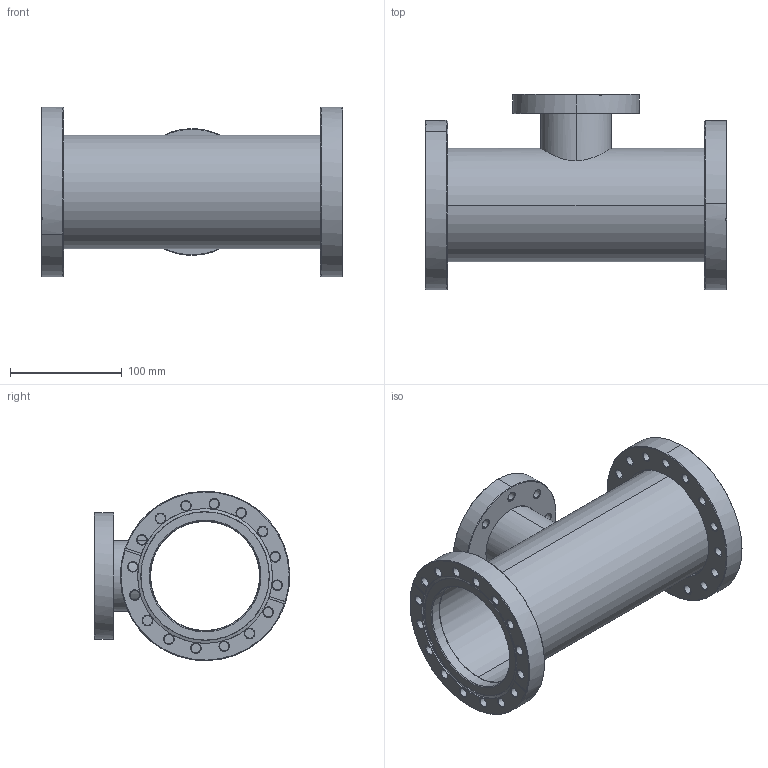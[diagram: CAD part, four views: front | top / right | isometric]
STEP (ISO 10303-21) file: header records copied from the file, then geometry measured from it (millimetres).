
FILE_DESCRIPTION (( 'STEP AP214' ), '1' );
FILE_NAME ('Hositrad_FTR100-63R.STEP', '2017-05-22T10:24:22', ( 'Gebruiker' ), ( '' ), 'SwSTEP 2.0', 'SolidWorks 2017', '' );
FILE_SCHEMA (( 'AUTOMOTIVE_DESIGN' ));
Length unit declared in the file: millimetre
Products named in the file (7): NW100CF-weld_CF100-102; NW100CF-R-Weld; NW100CF-R-InnerWeld_CF100-102; NW100CF-R-Outerring_CF100-102; NW63CF-weld_Tube63.5; Reducer-T-all_100-63; Hositrad_FTR100-63R
Assembly tree (6 placements, depth 3):
  Hositrad_FTR100-63R
    Reducer-T-all_100-63
    NW63CF-weld_Tube63.5
    NW100CF-R-Weld
      NW100CF-R-Outerring_CF100-102
      NW100CF-R-InnerWeld_CF100-102
    NW100CF-weld_CF100-102
Bounding box: 269.8 x 175 x 151.6 mm (x, y, z)
Volume: 635097.2 mm3; surface area: 295884.3 mm2
Topology: 5 solids, 5 shells, 367 faces, 856 edges, 504 vertices
Faces by surface type: cone 208, cylinder 118, plane 39, bspline 2
Entity records: 12410 total; most frequent: CARTESIAN_POINT 2589, DIRECTION 2048, ORIENTED_EDGE 1712, EDGE_CURVE 856, AXIS2_PLACEMENT_3D 841, VERTEX_POINT 504, CIRCLE 466, EDGE_LOOP 464
